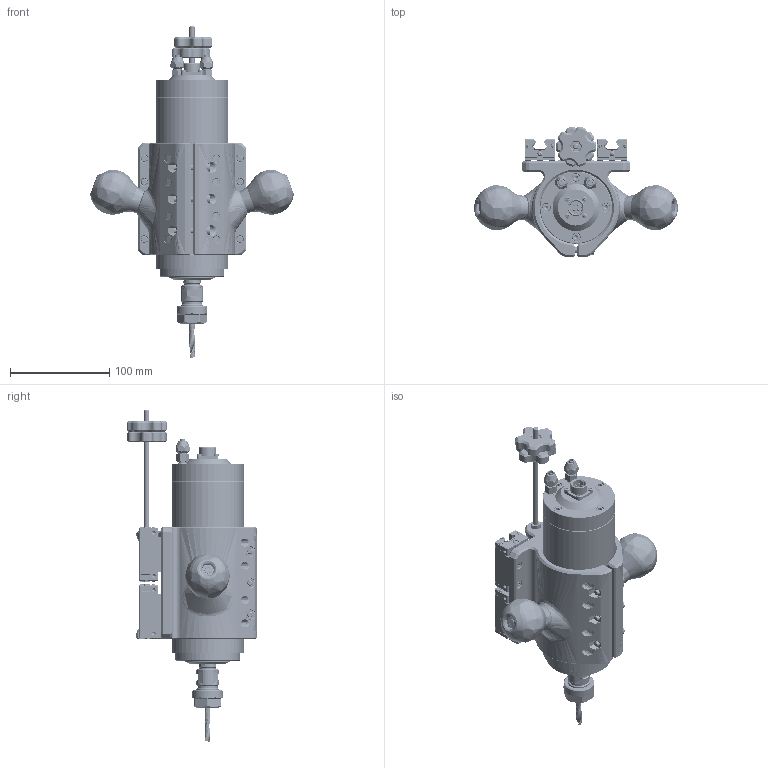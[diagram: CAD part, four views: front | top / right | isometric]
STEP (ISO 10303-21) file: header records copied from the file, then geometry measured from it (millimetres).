
FILE_DESCRIPTION(('FreeCAD Model'),'2;1');
FILE_NAME('Open CASCADE Shape Model','2025-05-09T18:52:17',('FreeCAD'),( 'FreeCAD'),'Open CASCADE STEP processor 7.6','FreeCAD','Unknown');
FILE_SCHEMA(('AUTOMOTIVE_DESIGN { 1 0 10303 214 1 1 1 1 }'));
Products named in the file (1): Open CASCADE STEP translator 7.6 1
Bounding box: 205.55 x 131.74 x 335.17 mm (x, y, z)
Volume: 1486975.1 mm3; surface area: 295254.3 mm2
Topology: 136 solids, 136 shells, 4618 faces, 10938 edges, 6721 vertices
Faces by surface type: bspline 4618
Entity records: 150241 total; most frequent: CARTESIAN_POINT 85896, ORIENTED_EDGE 21722, EDGE_CURVE 10861, B_SPLINE_CURVE_WITH_KNOTS 7211, VERTEX_POINT 6721, FACE_BOUND 5018, EDGE_LOOP 5018, ADVANCED_FACE 4618
